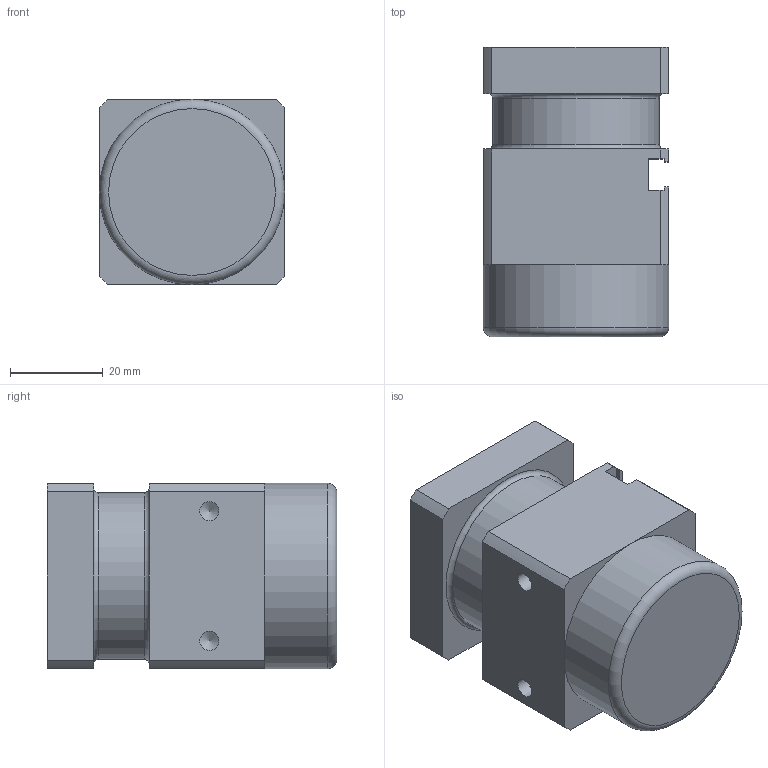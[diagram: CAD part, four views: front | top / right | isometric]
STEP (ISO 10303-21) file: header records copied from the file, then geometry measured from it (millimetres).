
FILE_DESCRIPTION(/* description */ (''),/* implementation_level */ '2;1');
FILE_NAME(/* name */ 'TPGC040078 F.stp',/* time_stamp */ '2016-01-06T13:10:52+01:00',/* author */ ('pb'),/* organization */ (''),/* preprocessor_version */ 'ST-DEVELOPER v15.6',/* originating_system */ 'Autodesk Inventor 2015',/* authorisation */ '');
FILE_SCHEMA (('AUTOMOTIVE_DESIGN { 1 0 10303 214 3 1 1 }'));
Length unit declared in the file: millimetre
Products named in the file (1): Part18
Bounding box: 40 x 62.5 x 40 mm (x, y, z)
Volume: 85116.2 mm3; surface area: 14253.7 mm2
Topology: 1 solids, 1 shells, 53 faces, 126 edges, 80 vertices
Faces by surface type: plane 27, cylinder 19, cone 4, torus 3
Full cylindrical faces by diameter (mm): 4.134 x6, 6.647 x1, 36 x1, 40 x1
Entity records: 1507 total; most frequent: DIRECTION 262, CARTESIAN_POINT 236, ORIENTED_EDGE 212, EDGE_CURVE 106, AXIS2_PLACEMENT_3D 102, VERTEX_POINT 76, EDGE_LOOP 74, LINE 58
